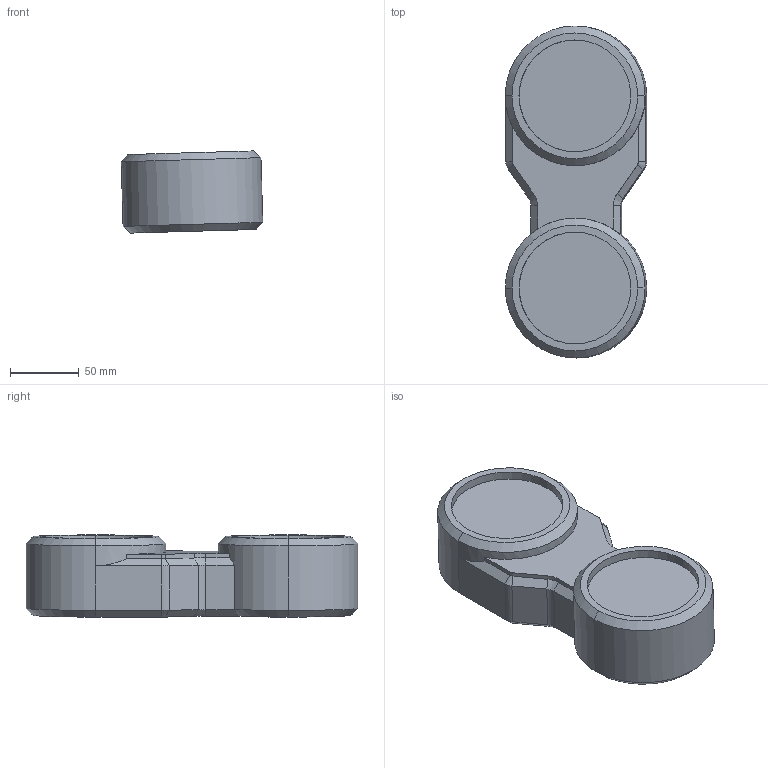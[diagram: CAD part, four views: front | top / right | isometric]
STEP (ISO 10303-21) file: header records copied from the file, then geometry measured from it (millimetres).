
FILE_DESCRIPTION (( 'STEP AP203' ), '1' );
FILE_NAME ('SteeringCoupler_Primary.STEP', '2023-07-27T05:57:14', ( '' ), ( '' ), 'SwSTEP 2.0', 'SolidWorks 2021', '' );
FILE_SCHEMA (( 'CONFIG_CONTROL_DESIGN' ));
Length unit declared in the file: centimetre
Products named in the file (3): Rear Chassis _1_; Part 15-6; SteeringCoupler_Primary
Assembly tree (2 placements, depth 3):
  SteeringCoupler_Primary
    Rear Chassis _1_
      Part 15-6
Bounding box: 102.94 x 241.3 x 59.75 mm (x, y, z)
Volume: 806361.3 mm3; surface area: 89652.7 mm2
Topology: 1 solids, 1 shells, 76 faces, 180 edges, 106 vertices
Faces by surface type: plane 32, cylinder 20, cone 20, sphere 4
Entity records: 2395 total; most frequent: DIRECTION 398, CARTESIAN_POINT 370, ORIENTED_EDGE 340, EDGE_CURVE 170, AXIS2_PLACEMENT_3D 152, VERTEX_POINT 100, VECTOR 94, LINE 94
